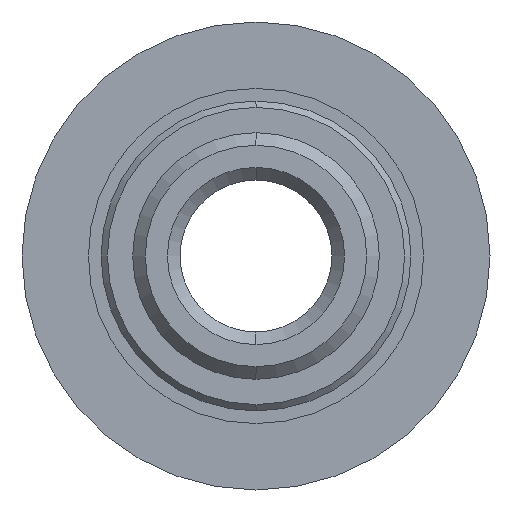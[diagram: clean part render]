
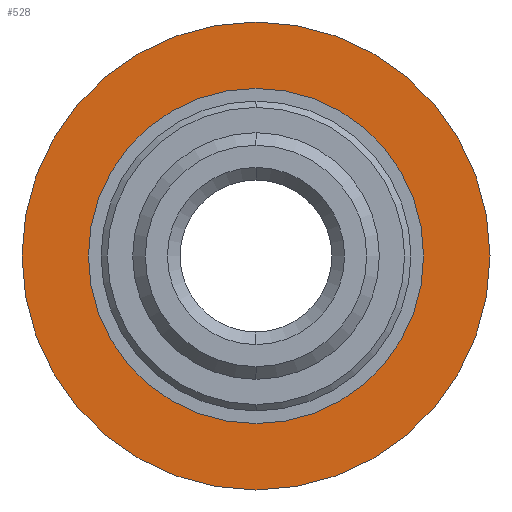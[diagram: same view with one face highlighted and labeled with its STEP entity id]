
A CAD part, left-side view. The second image highlights one B-rep face of the part: STEP entity #528.
In plain terms, the highlighted planar face has unit normal (-1, 0, 0).
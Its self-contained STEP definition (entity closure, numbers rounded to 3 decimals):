
#29 = CARTESIAN_POINT ( 'NONE',  ( 30., 0., 13.25 ) ) ;
#42 = DIRECTION ( 'NONE',  ( 1., 0., 0. ) ) ;
#44 = CARTESIAN_POINT ( 'NONE',  ( 30., 0., -13.25 ) ) ;
#51 = CARTESIAN_POINT ( 'NONE',  ( 30., 0., -18.5 ) ) ;
#71 = CARTESIAN_POINT ( 'NONE',  ( 30., 0., 18.5 ) ) ;
#125 = DIRECTION ( 'NONE',  ( 0., 0., -1. ) ) ;
#126 = DIRECTION ( 'NONE',  ( 1., 0., 0. ) ) ;
#128 = PLANE ( 'NONE',  #354 ) ;
#132 = CARTESIAN_POINT ( 'NONE',  ( 30., 0., 0. ) ) ;
#188 = DIRECTION ( 'NONE',  ( 0., 0., -1. ) ) ;
#191 = DIRECTION ( 'NONE',  ( 1., 0., 0. ) ) ;
#193 = CARTESIAN_POINT ( 'NONE',  ( 30., 0., 0. ) ) ;
#243 = DIRECTION ( 'NONE',  ( 0., 0., -1. ) ) ;
#245 = DIRECTION ( 'NONE',  ( 1., 0., 0. ) ) ;
#247 = CARTESIAN_POINT ( 'NONE',  ( 30., 0., 0. ) ) ;
#301 = CARTESIAN_POINT ( 'NONE',  ( 30., 0., 0. ) ) ;
#318 = DIRECTION ( 'NONE',  ( 0., 0., -1. ) ) ;
#354 = AXIS2_PLACEMENT_3D ( 'NONE', #132, #126, #125 ) ;
#385 = AXIS2_PLACEMENT_3D ( 'NONE', #247, #245, #243 ) ;
#401 = AXIS2_PLACEMENT_3D ( 'NONE', #301, #42, #318 ) ;
#406 = AXIS2_PLACEMENT_3D ( 'NONE', #193, #191, #188 ) ;
#422 = AXIS2_PLACEMENT_3D ( 'NONE', #594, #593, #592 ) ;
#438 = EDGE_CURVE ( 'NONE', #878, #657, #725, .T. ) ;
#473 = EDGE_CURVE ( 'NONE', #866, #971, #714, .T. ) ;
#482 = EDGE_CURVE ( 'NONE', #971, #866, #830, .T. ) ;
#498 = EDGE_CURVE ( 'NONE', #657, #878, #712, .T. ) ;
#528 = ADVANCED_FACE ( 'NONE', ( #828, #808 ), #128, .F. ) ;
#592 = DIRECTION ( 'NONE',  ( 0., 0., -1. ) ) ;
#593 = DIRECTION ( 'NONE',  ( 1., 0., 0. ) ) ;
#594 = CARTESIAN_POINT ( 'NONE',  ( 30., 0., 0. ) ) ;
#657 = VERTEX_POINT ( 'NONE', #71 ) ;
#712 = CIRCLE ( 'NONE', #385, 18.5 ) ;
#714 = CIRCLE ( 'NONE', #406, 13.25 ) ;
#725 = CIRCLE ( 'NONE', #422, 18.5 ) ;
#793 = ORIENTED_EDGE ( 'NONE', *, *, #473, .T. ) ;
#808 = FACE_BOUND ( 'NONE', #933, .T. ) ;
#828 = FACE_OUTER_BOUND ( 'NONE', #945, .T. ) ;
#830 = CIRCLE ( 'NONE', #401, 13.25 ) ;
#862 = ORIENTED_EDGE ( 'NONE', *, *, #498, .F. ) ;
#866 = VERTEX_POINT ( 'NONE', #44 ) ;
#878 = VERTEX_POINT ( 'NONE', #51 ) ;
#933 = EDGE_LOOP ( 'NONE', ( #995, #793 ) ) ;
#945 = EDGE_LOOP ( 'NONE', ( #862, #994 ) ) ;
#971 = VERTEX_POINT ( 'NONE', #29 ) ;
#994 = ORIENTED_EDGE ( 'NONE', *, *, #438, .F. ) ;
#995 = ORIENTED_EDGE ( 'NONE', *, *, #482, .T. ) ;
